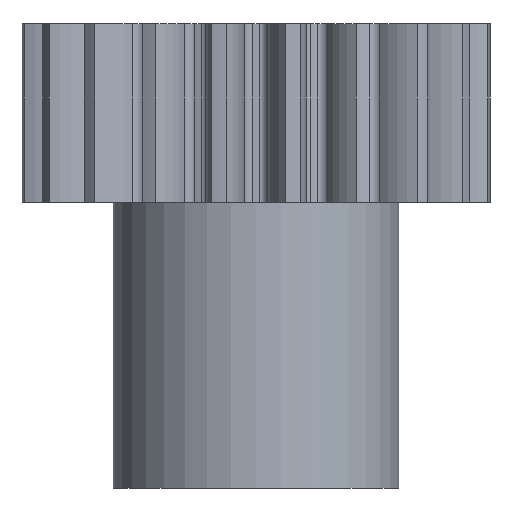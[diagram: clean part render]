
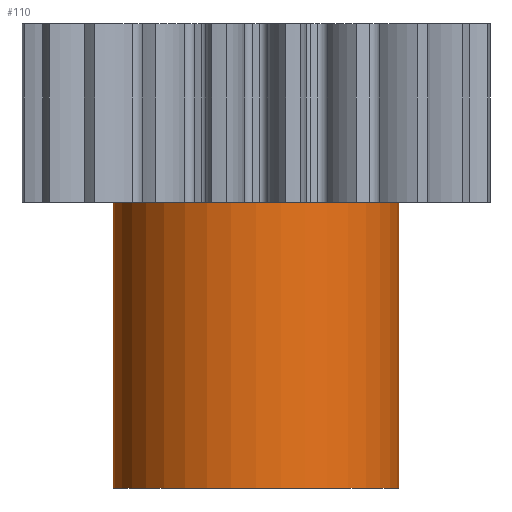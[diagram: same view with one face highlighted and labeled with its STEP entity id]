
A CAD part, front view. The second image highlights one B-rep face of the part: STEP entity #110.
In plain terms, the highlighted cylindrical face has radius 20 mm (diameter 40 mm), a partial arc.
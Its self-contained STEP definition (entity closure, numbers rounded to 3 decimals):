
#63 = EDGE_CURVE ( 'NONE', #1209, #1216, #1975, .T. ) ;
#64 = ORIENTED_EDGE ( 'NONE', *, *, #1098, .F. ) ;
#65 = ORIENTED_EDGE ( 'NONE', *, *, #1192, .T. ) ;
#70 = ORIENTED_EDGE ( 'NONE', *, *, #63, .T. ) ;
#76 = EDGE_LOOP ( 'NONE', ( #83, #70, #65, #64 ) ) ;
#83 = ORIENTED_EDGE ( 'NONE', *, *, #1206, .F. ) ;
#110 = ADVANCED_FACE ( 'NONE', ( #2067 ), #2064, .T. ) ;
#1098 = EDGE_CURVE ( 'NONE', #1210, #1204, #3636, .T. ) ;
#1192 = EDGE_CURVE ( 'NONE', #1216, #1204, #3970, .T. ) ;
#1204 = VERTEX_POINT ( 'NONE', #3817 ) ;
#1206 = EDGE_CURVE ( 'NONE', #1209, #1210, #3808, .T. ) ;
#1209 = VERTEX_POINT ( 'NONE', #3811 ) ;
#1210 = VERTEX_POINT ( 'NONE', #3795 ) ;
#1216 = VERTEX_POINT ( 'NONE', #3850 ) ;
#1975 = CIRCLE ( 'NONE', #2005, 20. ) ;
#2002 = DIRECTION ( 'NONE',  ( 1., 0., 0. ) ) ;
#2003 = DIRECTION ( 'NONE',  ( 0., 0., 1. ) ) ;
#2004 = CARTESIAN_POINT ( 'NONE',  ( 0., 0., -40. ) ) ;
#2005 = AXIS2_PLACEMENT_3D ( 'NONE', #2004, #2003, #2002 ) ;
#2064 = CYLINDRICAL_SURFACE ( 'NONE', #2066, 20. ) ;
#2065 = DIRECTION ( 'NONE',  ( 1., 0., 0. ) ) ;
#2066 = AXIS2_PLACEMENT_3D ( 'NONE', #2083, #2082, #2065 ) ;
#2067 = FACE_OUTER_BOUND ( 'NONE', #76, .T. ) ;
#2082 = DIRECTION ( 'NONE',  ( 0., 0., 1. ) ) ;
#2083 = CARTESIAN_POINT ( 'NONE',  ( 0., 0., -40. ) ) ;
#3623 = DIRECTION ( 'NONE',  ( 1., 0., 0. ) ) ;
#3624 = DIRECTION ( 'NONE',  ( 0., 0., 1. ) ) ;
#3625 = CARTESIAN_POINT ( 'NONE',  ( 0., 0., 0. ) ) ;
#3626 = AXIS2_PLACEMENT_3D ( 'NONE', #3625, #3624, #3623 ) ;
#3636 = CIRCLE ( 'NONE', #3626, 20. ) ;
#3769 = DIRECTION ( 'NONE',  ( 0., 0., 1. ) ) ;
#3770 = VECTOR ( 'NONE', #3769, 1000. ) ;
#3771 = CARTESIAN_POINT ( 'NONE',  ( 20., 0., -40. ) ) ;
#3795 = CARTESIAN_POINT ( 'NONE',  ( -20., 0., 0. ) ) ;
#3805 = DIRECTION ( 'NONE',  ( 0., 0., 1. ) ) ;
#3806 = VECTOR ( 'NONE', #3805, 1000. ) ;
#3807 = CARTESIAN_POINT ( 'NONE',  ( -20., 0., -40. ) ) ;
#3808 = LINE ( 'NONE', #3807, #3806 ) ;
#3811 = CARTESIAN_POINT ( 'NONE',  ( -20., 0., -40. ) ) ;
#3817 = CARTESIAN_POINT ( 'NONE',  ( 20., 0., 0. ) ) ;
#3850 = CARTESIAN_POINT ( 'NONE',  ( 20., 0., -40. ) ) ;
#3970 = LINE ( 'NONE', #3771, #3770 ) ;
